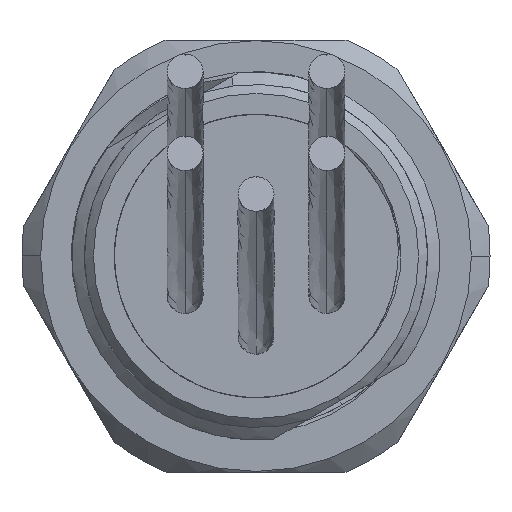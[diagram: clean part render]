
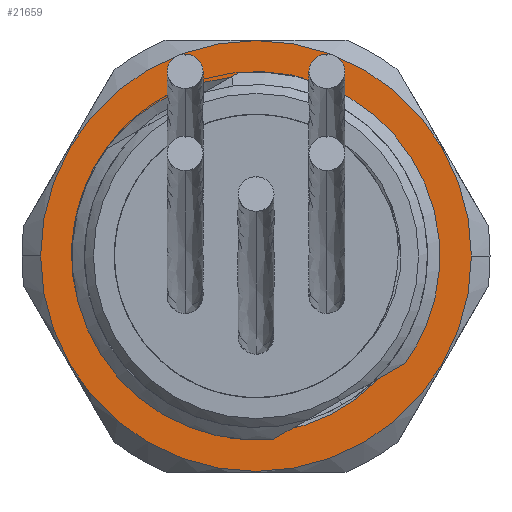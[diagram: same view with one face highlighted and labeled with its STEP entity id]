
A CAD part, front view. The second image highlights one B-rep face of the part: STEP entity #21659.
In plain terms, the highlighted planar face has unit normal (0, -1, 0).
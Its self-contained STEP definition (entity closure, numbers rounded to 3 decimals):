
#3596=DIRECTION('',(0.866,0.,0.5));
#3597=VECTOR('',#3596,0.482);
#3598=CARTESIAN_POINT('',(-1.407,-13.2,9.926));
#3599=LINE('',#3598,#3597);
#3742=CARTESIAN_POINT('',(0.,-13.2,0.));
#3743=DIRECTION('',(0.,1.,0.));
#3744=DIRECTION('',(1.,0.,0.));
#3745=AXIS2_PLACEMENT_3D('',#3742,#3743,#3744);
#3750=CARTESIAN_POINT('',(0.,-13.2,0.));
#3751=DIRECTION('',(0.,1.,0.));
#3752=DIRECTION('',(-1.,0.,0.));
#3753=AXIS2_PLACEMENT_3D('',#3750,#3751,#3752);
#3758=CARTESIAN_POINT('',(-8.509,-13.2,5.714));
#3759=CARTESIAN_POINT('',(-8.302,-13.2,6.007));
#3760=CARTESIAN_POINT('',(-7.859,-13.2,6.566));
#3761=CARTESIAN_POINT('',(-7.11,-13.2,7.331));
#3762=CARTESIAN_POINT('',(-6.288,-13.2,8.012));
#3763=CARTESIAN_POINT('',(-5.4,-13.2,8.602));
#3764=CARTESIAN_POINT('',(-4.458,-13.2,9.095));
#3765=CARTESIAN_POINT('',(-3.472,-13.2,9.485));
#3766=CARTESIAN_POINT('',(-2.45,-13.2,9.77));
#3767=CARTESIAN_POINT('',(-1.757,-13.2,9.886));
#3768=CARTESIAN_POINT('',(-1.407,-13.2,9.926));
#3773=CARTESIAN_POINT('',(-10.197,-13.2,-1.039));
#3774=CARTESIAN_POINT('',(-10.232,-13.2,-0.701));
#3775=CARTESIAN_POINT('',(-10.267,-13.2,-0.027));
#3776=CARTESIAN_POINT('',(-10.219,-13.2,0.989));
#3777=CARTESIAN_POINT('',(-10.071,-13.2,1.993));
#3778=CARTESIAN_POINT('',(-9.825,-13.2,2.979));
#3779=CARTESIAN_POINT('',(-9.483,-13.2,3.936));
#3780=CARTESIAN_POINT('',(-9.047,-13.2,4.853));
#3781=CARTESIAN_POINT('',(-8.699,-13.2,5.433));
#3782=CARTESIAN_POINT('',(-8.509,-13.2,5.714));
#3787=CARTESIAN_POINT('',(7.721,-13.2,-5.716));
#3788=CARTESIAN_POINT('',(7.528,-13.2,-5.994));
#3789=CARTESIAN_POINT('',(7.113,-13.2,-6.526));
#3790=CARTESIAN_POINT('',(6.407,-13.2,-7.258));
#3791=CARTESIAN_POINT('',(5.626,-13.2,-7.914));
#3792=CARTESIAN_POINT('',(4.779,-13.2,-8.484));
#3793=CARTESIAN_POINT('',(3.875,-13.2,-8.964));
#3794=CARTESIAN_POINT('',(2.923,-13.2,-9.347));
#3795=CARTESIAN_POINT('',(1.934,-13.2,-9.629));
#3796=CARTESIAN_POINT('',(0.919,-13.2,-9.807));
#3797=CARTESIAN_POINT('',(-0.111,-13.2,-9.877));
#3798=CARTESIAN_POINT('',(-1.145,-13.2,-9.839));
#3799=CARTESIAN_POINT('',(-2.171,-13.2,-9.694));
#3800=CARTESIAN_POINT('',(-3.179,-13.2,-9.441));
#3801=CARTESIAN_POINT('',(-4.157,-13.2,-9.084));
#3802=CARTESIAN_POINT('',(-5.095,-13.2,-8.625));
#3803=CARTESIAN_POINT('',(-5.981,-13.2,-8.071));
#3804=CARTESIAN_POINT('',(-6.807,-13.2,-7.426));
#3805=CARTESIAN_POINT('',(-7.563,-13.2,-6.697));
#3806=CARTESIAN_POINT('',(-8.24,-13.2,-5.892));
#3807=CARTESIAN_POINT('',(-8.831,-13.2,-5.019));
#3808=CARTESIAN_POINT('',(-9.329,-13.2,-4.087));
#3809=CARTESIAN_POINT('',(-9.729,-13.2,-3.106));
#3810=CARTESIAN_POINT('',(-10.026,-13.2,-2.087));
#3811=CARTESIAN_POINT('',(-10.152,-13.2,-1.392));
#3812=CARTESIAN_POINT('',(-10.197,-13.2,-1.039));
#5990=CARTESIAN_POINT('',(8.015,-13.2,5.891));
#5991=CARTESIAN_POINT('',(8.2,-13.2,5.625));
#5992=CARTESIAN_POINT('',(8.541,-13.2,5.079));
#5993=CARTESIAN_POINT('',(8.972,-13.2,4.21));
#5994=CARTESIAN_POINT('',(9.314,-13.2,3.31));
#5995=CARTESIAN_POINT('',(9.567,-13.2,2.379));
#5996=CARTESIAN_POINT('',(9.727,-13.2,1.432));
#5997=CARTESIAN_POINT('',(9.795,-13.2,0.475));
#5998=CARTESIAN_POINT('',(9.768,-13.2,-0.483));
#5999=CARTESIAN_POINT('',(9.648,-13.2,-1.43));
#6000=CARTESIAN_POINT('',(9.437,-13.2,-2.36));
#6001=CARTESIAN_POINT('',(9.136,-13.2,-3.264));
#6002=CARTESIAN_POINT('',(8.75,-13.2,-4.129));
#6003=CARTESIAN_POINT('',(8.279,-13.2,-4.955));
#6004=CARTESIAN_POINT('',(7.916,-13.2,-5.468));
#6005=CARTESIAN_POINT('',(7.721,-13.2,-5.716));
#7658=CARTESIAN_POINT('',(-0.663,-13.2,10.194));
#7659=CARTESIAN_POINT('',(-0.322,-13.2,10.207));
#7660=CARTESIAN_POINT('',(0.356,-13.2,10.199));
#7661=CARTESIAN_POINT('',(1.371,-13.2,10.086));
#7662=CARTESIAN_POINT('',(2.363,-13.2,9.873));
#7663=CARTESIAN_POINT('',(3.33,-13.2,9.562));
#7664=CARTESIAN_POINT('',(4.258,-13.2,9.156));
#7665=CARTESIAN_POINT('',(5.138,-13.2,8.662));
#7666=CARTESIAN_POINT('',(5.966,-13.2,8.081));
#7667=CARTESIAN_POINT('',(6.725,-13.2,7.425));
#7668=CARTESIAN_POINT('',(7.418,-13.2,6.693));
#7669=CARTESIAN_POINT('',(7.825,-13.2,6.165));
#7670=CARTESIAN_POINT('',(8.015,-13.2,5.891));
#7694=CARTESIAN_POINT('',(-0.99,-13.2,10.167));
#7695=CARTESIAN_POINT('',(-0.935,-13.2,10.172));
#7696=CARTESIAN_POINT('',(-0.826,-13.2,10.182));
#7697=CARTESIAN_POINT('',(-0.717,-13.2,10.19));
#7698=CARTESIAN_POINT('',(-0.663,-13.2,10.194));
#18397=CARTESIAN_POINT('',(11.966,-13.2,0.));
#18398=CARTESIAN_POINT('',(-11.966,-13.2,0.));
#18399=VERTEX_POINT('',#18397);
#18400=VERTEX_POINT('',#18398);
#18413=VERTEX_POINT('',#3773);
#18414=VERTEX_POINT('',#3782);
#19126=VERTEX_POINT('',#7694);
#19127=VERTEX_POINT('',#7698);
#19128=VERTEX_POINT('',#7670);
#19138=VERTEX_POINT('',#6005);
#19168=CARTESIAN_POINT('',(-1.407,-13.2,9.926));
#19169=VERTEX_POINT('',#19168);
#21634=CARTESIAN_POINT('',(39.52,-13.2,-52.521));
#21635=DIRECTION('',(0.,1.,0.));
#21636=DIRECTION('',(0.5,0.,0.866));
#21637=AXIS2_PLACEMENT_3D('',#21634,#21635,#21636);
#21638=PLANE('',#21637);
#21640=ORIENTED_EDGE('',*,*,#21639,.T.);
#21642=ORIENTED_EDGE('',*,*,#21641,.T.);
#21643=EDGE_LOOP('',(#21640,#21642));
#21644=FACE_OUTER_BOUND('',#21643,.F.);
#21646=ORIENTED_EDGE('',*,*,#21645,.F.);
#21647=ORIENTED_EDGE('',*,*,#21530,.F.);
#21648=ORIENTED_EDGE('',*,*,#21479,.F.);
#21650=ORIENTED_EDGE('',*,*,#21649,.F.);
#21652=ORIENTED_EDGE('',*,*,#21651,.F.);
#21654=ORIENTED_EDGE('',*,*,#21653,.F.);
#21656=ORIENTED_EDGE('',*,*,#21655,.F.);
#21657=EDGE_LOOP('',(#21646,#21647,#21648,#21650,#21652,#21654,#21656));
#21658=FACE_BOUND('',#21657,.F.);
#3746=CIRCLE('',#3745,11.966);
#3754=CIRCLE('',#3753,11.966);
#3769=B_SPLINE_CURVE_WITH_KNOTS('',3,(#3758,#3759,#3760,#3761,#3762,#3763,#3764,
#3765,#3766,#3767,#3768),.UNSPECIFIED.,.F.,.F.,(4,1,1,1,1,1,1,1,4),(0.,
0.125,0.25,0.375,0.5,0.625,0.75,0.875,1.),.UNSPECIFIED.);
#3783=B_SPLINE_CURVE_WITH_KNOTS('',3,(#3773,#3774,#3775,#3776,#3777,#3778,#3779,
#3780,#3781,#3782),.UNSPECIFIED.,.F.,.F.,(4,1,1,1,1,1,1,4),(0.,
0.143,0.286,0.429,0.571,
0.714,0.857,1.),.UNSPECIFIED.);
#3813=B_SPLINE_CURVE_WITH_KNOTS('',3,(#3787,#3788,#3789,#3790,#3791,#3792,#3793,
#3794,#3795,#3796,#3797,#3798,#3799,#3800,#3801,#3802,#3803,#3804,#3805,#3806,
#3807,#3808,#3809,#3810,#3811,#3812),.UNSPECIFIED.,.F.,.F.,(4,1,1,1,1,1,1,1,1,1,
1,1,1,1,1,1,1,1,1,1,1,1,1,4),(0.,0.043,0.087,
0.13,0.174,0.217,0.261,
0.304,0.348,0.391,0.435,
0.478,0.522,0.565,0.609,
0.652,0.696,0.739,0.783,
0.826,0.87,0.913,0.957,1.),
.UNSPECIFIED.);
#6006=B_SPLINE_CURVE_WITH_KNOTS('',3,(#5990,#5991,#5992,#5993,#5994,#5995,#5996,
#5997,#5998,#5999,#6000,#6001,#6002,#6003,#6004,#6005),.UNSPECIFIED.,.F.,.F.,(4,
1,1,1,1,1,1,1,1,1,1,1,1,4),(0.,0.077,0.154,
0.231,0.308,0.385,0.462,
0.538,0.615,0.692,0.769,
0.846,0.923,1.),.UNSPECIFIED.);
#7671=B_SPLINE_CURVE_WITH_KNOTS('',3,(#7658,#7659,#7660,#7661,#7662,#7663,#7664,
#7665,#7666,#7667,#7668,#7669,#7670),.UNSPECIFIED.,.F.,.F.,(4,1,1,1,1,1,1,1,1,1,
4),(0.,0.1,0.2,0.3,0.4,0.5,0.6,0.7,0.8,0.9,1.),
.UNSPECIFIED.);
#7699=B_SPLINE_CURVE_WITH_KNOTS('',3,(#7694,#7695,#7696,#7697,#7698),
.UNSPECIFIED.,.F.,.F.,(4,1,4),(0.,0.5,1.),.UNSPECIFIED.);
#21479=EDGE_CURVE('',#18414,#19169,#3769,.T.);
#21530=EDGE_CURVE('',#19169,#19126,#3599,.T.);
#21639=EDGE_CURVE('',#18399,#18400,#3746,.T.);
#21641=EDGE_CURVE('',#18400,#18399,#3754,.T.);
#21645=EDGE_CURVE('',#19126,#19127,#7699,.T.);
#21649=EDGE_CURVE('',#18413,#18414,#3783,.T.);
#21651=EDGE_CURVE('',#19138,#18413,#3813,.T.);
#21653=EDGE_CURVE('',#19128,#19138,#6006,.T.);
#21655=EDGE_CURVE('',#19127,#19128,#7671,.T.);
#21659=ADVANCED_FACE('',(#21644,#21658),#21638,.F.);
